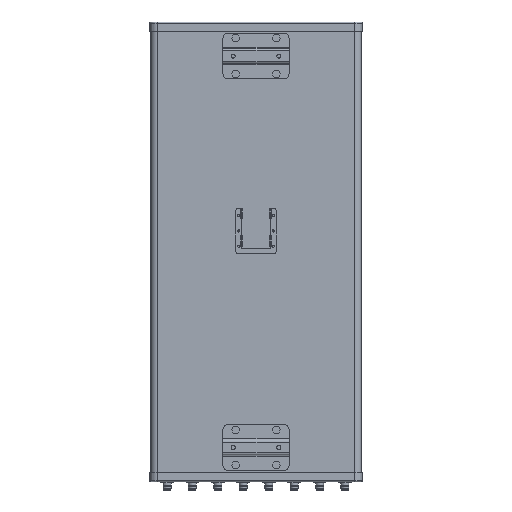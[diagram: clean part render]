
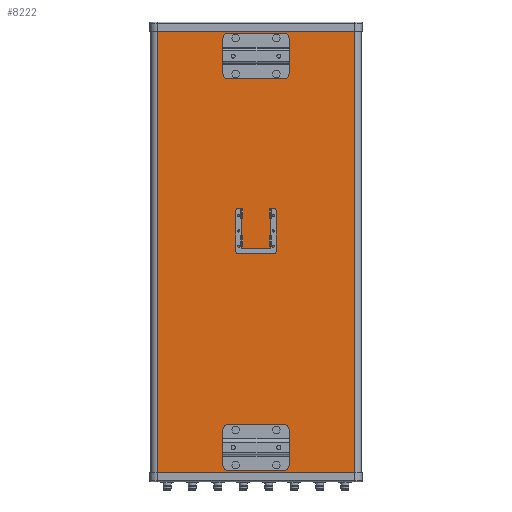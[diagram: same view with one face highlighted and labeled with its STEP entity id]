
A CAD part, front view. The second image highlights one B-rep face of the part: STEP entity #8222.
In plain terms, the highlighted planar face has unit normal (0, -1, 0).
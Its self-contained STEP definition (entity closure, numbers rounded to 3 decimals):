
#12 = EDGE_CURVE ( 'NONE', #9151, #12524, #5072, .T. ) ;
#1248 = PLANE ( 'NONE',  #7573 ) ;
#2443 = VERTEX_POINT ( 'NONE', #8213 ) ;
#3390 = CARTESIAN_POINT ( 'NONE',  ( 194., -69.3, 434. ) ) ;
#3631 = VECTOR ( 'NONE', #3679, 1000. ) ;
#3679 = DIRECTION ( 'NONE',  ( 0., 0., -1. ) ) ;
#4293 = VERTEX_POINT ( 'NONE', #3390 ) ;
#4295 = FACE_OUTER_BOUND ( 'NONE', #14334, .T. ) ;
#4657 = EDGE_CURVE ( 'NONE', #4293, #2443, #4755, .T. ) ;
#4755 = LINE ( 'NONE', #17401, #16887 ) ;
#4839 = LINE ( 'NONE', #14971, #9131 ) ;
#5072 = LINE ( 'NONE', #12130, #3631 ) ;
#6638 = ORIENTED_EDGE ( 'NONE', *, *, #10792, .F. ) ;
#7573 = AXIS2_PLACEMENT_3D ( 'NONE', #12385, #15185, #10989 ) ;
#8213 = CARTESIAN_POINT ( 'NONE',  ( 194., -69.3, -434. ) ) ;
#8222 = ADVANCED_FACE ( 'NONE', ( #4295 ), #1248, .F. ) ;
#8416 = CARTESIAN_POINT ( 'NONE',  ( -194., -69.3, 434. ) ) ;
#9086 = ORIENTED_EDGE ( 'NONE', *, *, #12, .T. ) ;
#9131 = VECTOR ( 'NONE', #17859, 1000. ) ;
#9151 = VERTEX_POINT ( 'NONE', #13746 ) ;
#10250 = VECTOR ( 'NONE', #14089, 1000. ) ;
#10792 = EDGE_CURVE ( 'NONE', #9151, #4293, #15946, .T. ) ;
#10989 = DIRECTION ( 'NONE',  ( 1., 0., 0. ) ) ;
#12130 = CARTESIAN_POINT ( 'NONE',  ( -194., -69.3, 450. ) ) ;
#12323 = EDGE_CURVE ( 'NONE', #2443, #12524, #4839, .T. ) ;
#12385 = CARTESIAN_POINT ( 'NONE',  ( -194., -69.3, 450. ) ) ;
#12524 = VERTEX_POINT ( 'NONE', #17942 ) ;
#13746 = CARTESIAN_POINT ( 'NONE',  ( -194., -69.3, 434. ) ) ;
#14089 = DIRECTION ( 'NONE',  ( 1., 0., 0. ) ) ;
#14334 = EDGE_LOOP ( 'NONE', ( #6638, #9086, #15439, #17627 ) ) ;
#14425 = DIRECTION ( 'NONE',  ( 0., 0., -1. ) ) ;
#14971 = CARTESIAN_POINT ( 'NONE',  ( -194., -69.3, -434. ) ) ;
#15185 = DIRECTION ( 'NONE',  ( 0., 1., 0. ) ) ;
#15439 = ORIENTED_EDGE ( 'NONE', *, *, #12323, .F. ) ;
#15946 = LINE ( 'NONE', #8416, #10250 ) ;
#16887 = VECTOR ( 'NONE', #14425, 1000. ) ;
#17401 = CARTESIAN_POINT ( 'NONE',  ( 194., -69.3, 450. ) ) ;
#17627 = ORIENTED_EDGE ( 'NONE', *, *, #4657, .F. ) ;
#17859 = DIRECTION ( 'NONE',  ( -1., 0., 0. ) ) ;
#17942 = CARTESIAN_POINT ( 'NONE',  ( -194., -69.3, -434. ) ) ;
